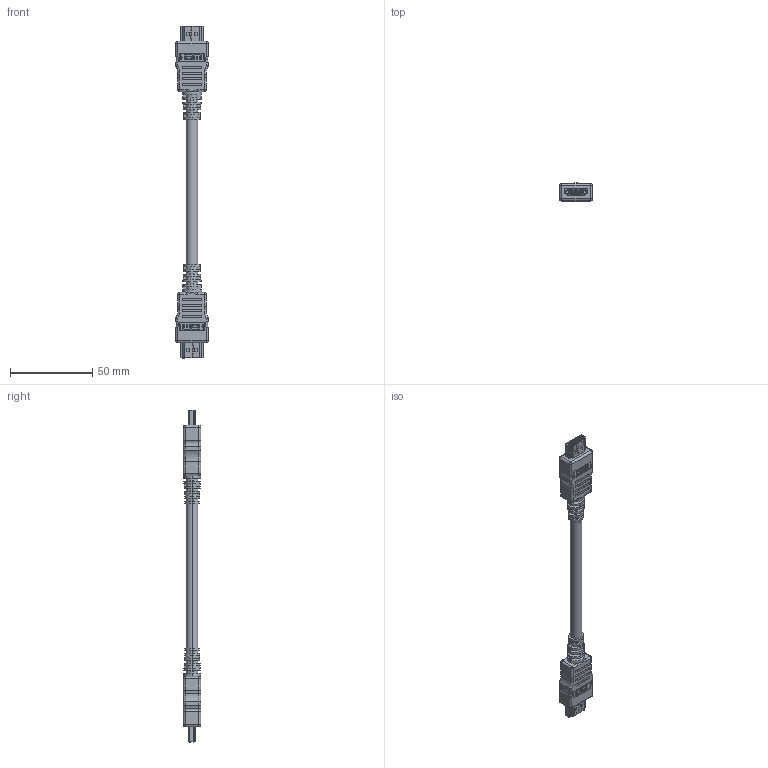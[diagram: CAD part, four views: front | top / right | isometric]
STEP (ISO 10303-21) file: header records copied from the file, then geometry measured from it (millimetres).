
FILE_DESCRIPTION (( 'STEP AP203' ), '1' );
FILE_NAME ('HDCAMM.STEP', '2011-09-26T18:15:23', ( 'x' ), ( 'Microsoft' ), 'SwSTEP 2.0', 'SolidWorks 2010', '' );
FILE_SCHEMA (( 'CONFIG_CONTROL_DESIGN' ));
Length unit declared in the file: inch
Products named in the file (8): HDMI TYPE A MALE SHELL_??; HDMI TYPE A MALE HOUSING_??; HDMI TYPE A MALE  BACK SHELL_??; HDCAMM; 3AB14-022-MA2; MTN-518_??; MTN-518_with Global Connectivity logo; 1AH05-007(HDMI TYPE A MALE)_??
Assembly tree (8 placements, depth 4):
  HDCAMM
    MTN-518_??  x2
      1AH05-007(HDMI TYPE A MALE)_??
        HDMI TYPE A MALE HOUSING_??
        HDMI TYPE A MALE  BACK SHELL_??
        HDMI TYPE A MALE SHELL_??
      MTN-518_with Global Connectivity logo
    3AB14-022-MA2
Bounding box: 19.9 x 10.88 x 201.4 mm (x, y, z)
Volume: 20350.1 mm3; surface area: 18143.4 mm2
Topology: 47 solids, 47 shells, 4964 faces, 12958 edges, 8492 vertices
Faces by surface type: plane 4076, cylinder 630, bspline 182, torus 48, sphere 24, cone 4
Entity records: 82414 total; most frequent: CARTESIAN_POINT 20703, ORIENTED_EDGE 12904, DIRECTION 11625, EDGE_CURVE 6452, LINE 5537, VECTOR 5537, VERTEX_POINT 4248, AXIS2_PLACEMENT_3D 3044
